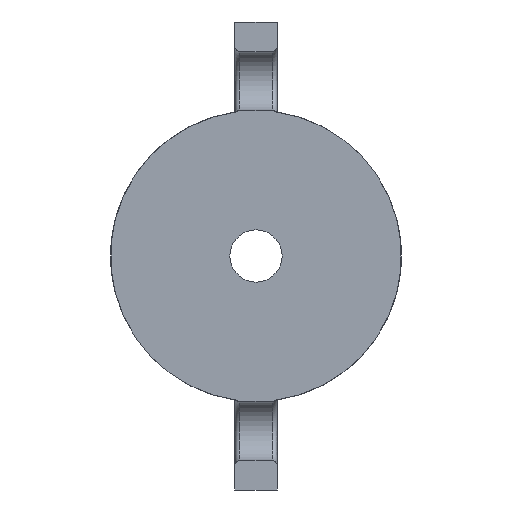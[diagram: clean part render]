
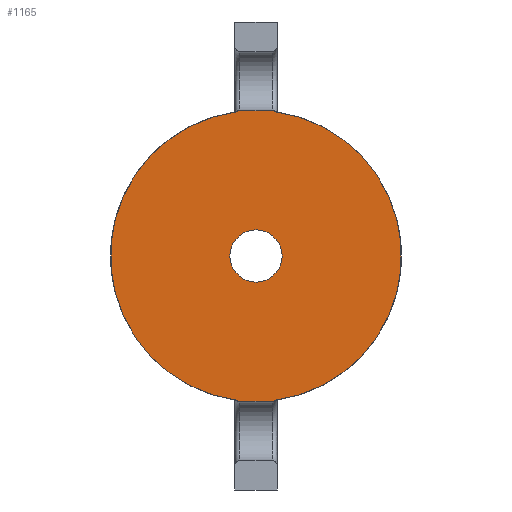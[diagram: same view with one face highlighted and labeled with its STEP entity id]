
A CAD part, front view. The second image highlights one B-rep face of the part: STEP entity #1165.
In plain terms, the highlighted planar face has unit normal (0, -1, 0).
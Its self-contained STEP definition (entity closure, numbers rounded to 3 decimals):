
#200=CARTESIAN_POINT('',(0.,-7.,0.));
#201=DIRECTION('',(0.,-1.,0.));
#202=DIRECTION('',(-0.133,0.,0.991));
#203=AXIS2_PLACEMENT_3D('',#200,#201,#202);
#278=CARTESIAN_POINT('',(0.,-7.,0.));
#279=DIRECTION('',(0.,1.,0.));
#280=DIRECTION('',(0.,0.,-1.));
#281=AXIS2_PLACEMENT_3D('',#278,#279,#280);
#283=CARTESIAN_POINT('',(0.,-7.,0.));
#284=DIRECTION('',(0.,1.,0.));
#285=DIRECTION('',(0.,0.,1.));
#286=AXIS2_PLACEMENT_3D('',#283,#284,#285);
#288=CARTESIAN_POINT('',(1.9,-7.,-16.65));
#289=DIRECTION('',(0.,-1.,0.));
#290=DIRECTION('',(0.,0.,-1.));
#291=AXIS2_PLACEMENT_3D('',#288,#289,#290);
#293=DIRECTION('',(-1.,0.,0.));
#294=VECTOR('',#293,3.8);
#295=CARTESIAN_POINT('',(1.9,-7.,-17.25));
#296=LINE('',#295,#294);
#297=CARTESIAN_POINT('',(-1.9,-7.,-16.65));
#298=DIRECTION('',(0.,-1.,0.));
#299=DIRECTION('',(-0.669,0.,-0.743));
#300=AXIS2_PLACEMENT_3D('',#297,#298,#299);
#302=CARTESIAN_POINT('',(-1.9,-7.,16.65));
#303=DIRECTION('',(0.,-1.,0.));
#304=DIRECTION('',(0.,0.,1.));
#305=AXIS2_PLACEMENT_3D('',#302,#303,#304);
#307=DIRECTION('',(1.,0.,0.));
#308=VECTOR('',#307,3.8);
#309=CARTESIAN_POINT('',(-1.9,-7.,17.25));
#310=LINE('',#309,#308);
#311=CARTESIAN_POINT('',(1.9,-7.,16.65));
#312=DIRECTION('',(0.,-1.,0.));
#313=DIRECTION('',(0.669,0.,0.743));
#314=AXIS2_PLACEMENT_3D('',#311,#312,#313);
#439=CARTESIAN_POINT('',(0.,-7.,0.));
#440=DIRECTION('',(0.,-1.,0.));
#441=DIRECTION('',(0.133,0.,-0.991));
#442=AXIS2_PLACEMENT_3D('',#439,#440,#441);
#714=CARTESIAN_POINT('',(1.9,-7.,17.25));
#716=VERTEX_POINT('',#714);
#723=CARTESIAN_POINT('',(-1.9,-7.,17.25));
#725=VERTEX_POINT('',#723);
#728=CARTESIAN_POINT('',(-2.302,-7.,17.096));
#729=VERTEX_POINT('',#728);
#730=CARTESIAN_POINT('',(2.302,-7.,17.096));
#731=VERTEX_POINT('',#730);
#738=CARTESIAN_POINT('',(1.9,-7.,-17.25));
#739=CARTESIAN_POINT('',(2.302,-7.,-17.096));
#740=VERTEX_POINT('',#738);
#741=VERTEX_POINT('',#739);
#742=CARTESIAN_POINT('',(-2.302,-7.,-17.096));
#743=CARTESIAN_POINT('',(-1.9,-7.,-17.25));
#744=VERTEX_POINT('',#742);
#745=VERTEX_POINT('',#743);
#786=CARTESIAN_POINT('',(0.,-7.,-3.1));
#787=CARTESIAN_POINT('',(0.,-7.,3.1));
#788=VERTEX_POINT('',#786);
#789=VERTEX_POINT('',#787);
#1138=CARTESIAN_POINT('',(0.,-7.,0.));
#1139=DIRECTION('',(0.,-1.,0.));
#1140=DIRECTION('',(0.,0.,1.));
#1141=AXIS2_PLACEMENT_3D('',#1138,#1139,#1140);
#1142=PLANE('',#1141);
#1144=ORIENTED_EDGE('',*,*,#1143,.F.);
#1146=ORIENTED_EDGE('',*,*,#1145,.T.);
#1147=ORIENTED_EDGE('',*,*,#1129,.F.);
#1148=ORIENTED_EDGE('',*,*,#1036,.F.);
#1150=ORIENTED_EDGE('',*,*,#1149,.F.);
#1152=ORIENTED_EDGE('',*,*,#1151,.T.);
#1154=ORIENTED_EDGE('',*,*,#1153,.F.);
#1156=ORIENTED_EDGE('',*,*,#1155,.F.);
#1157=EDGE_LOOP('',(#1144,#1146,#1147,#1148,#1150,#1152,#1154,#1156));
#1158=FACE_OUTER_BOUND('',#1157,.F.);
#1160=ORIENTED_EDGE('',*,*,#1159,.F.);
#1162=ORIENTED_EDGE('',*,*,#1161,.F.);
#1163=EDGE_LOOP('',(#1160,#1162));
#1164=FACE_BOUND('',#1163,.F.);
#1165=ADVANCED_FACE('',(#1158,#1164),#1142,.T.);
#204=CIRCLE('',#203,17.25);
#282=CIRCLE('',#281,3.1);
#287=CIRCLE('',#286,3.1);
#292=CIRCLE('',#291,0.6);
#301=CIRCLE('',#300,0.6);
#306=CIRCLE('',#305,0.6);
#315=CIRCLE('',#314,0.6);
#443=CIRCLE('',#442,17.25);
#1036=EDGE_CURVE('',#729,#744,#204,.T.);
#1129=EDGE_CURVE('',#744,#745,#301,.T.);
#1143=EDGE_CURVE('',#740,#741,#292,.T.);
#1145=EDGE_CURVE('',#740,#745,#296,.T.);
#1149=EDGE_CURVE('',#725,#729,#306,.T.);
#1151=EDGE_CURVE('',#725,#716,#310,.T.);
#1153=EDGE_CURVE('',#731,#716,#315,.T.);
#1155=EDGE_CURVE('',#741,#731,#443,.T.);
#1159=EDGE_CURVE('',#788,#789,#282,.T.);
#1161=EDGE_CURVE('',#789,#788,#287,.T.);
